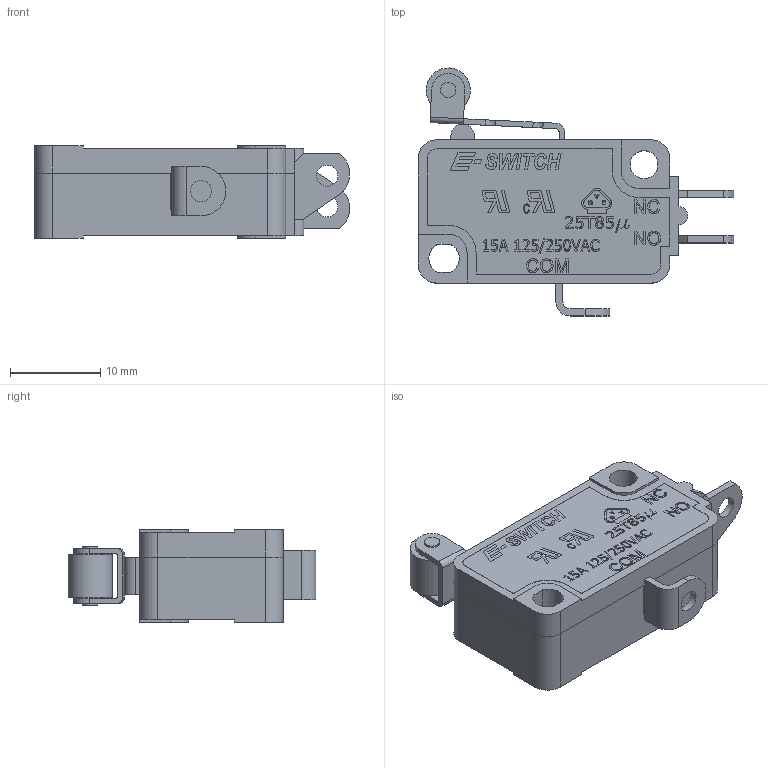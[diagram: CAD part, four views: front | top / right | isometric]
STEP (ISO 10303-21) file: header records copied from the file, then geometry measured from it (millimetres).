
FILE_DESCRIPTION(/* description */ (''),/* implementation_level */ '2;1');
FILE_NAME(/* name */ 'LS085xx05FxxxS1A.stp',/* time_stamp */ '2021-02-11T14:48:41-06:00',/* author */ ('mwilliams'),/* organization */ (''),/* preprocessor_version */ 'ST-DEVELOPER v18',/* originating_system */ 'Autodesk Inventor 2020',/* authorisation */ '');
FILE_SCHEMA (('AUTOMOTIVE_DESIGN { 1 0 10303 214 3 1 1 }'));
Length unit declared in the file: inch
Products named in the file (1): Q950109_Shrinkwrap_1
Bounding box: 34.99 x 27.54 x 10.3 mm (x, y, z)
Volume: 4457.9 mm3; surface area: 2851.7 mm2
Topology: 6 solids, 6 shells, 822 faces, 2226 edges, 1474 vertices
Faces by surface type: plane 540, bspline 207, cylinder 75
Full cylindrical faces by diameter (mm): 1.4 x1, 1.7 x2, 2.35 x3, 3.1 x2, 4.92 x1
Entity records: 28126 total; most frequent: CARTESIAN_POINT 8647, ORIENTED_EDGE 4452, DIRECTION 3187, EDGE_CURVE 2226, LINE 1669, VECTOR 1669, VERTEX_POINT 1474, EDGE_LOOP 890
